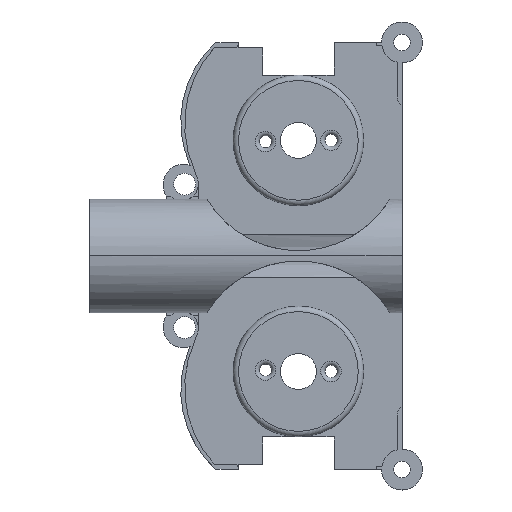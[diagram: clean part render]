
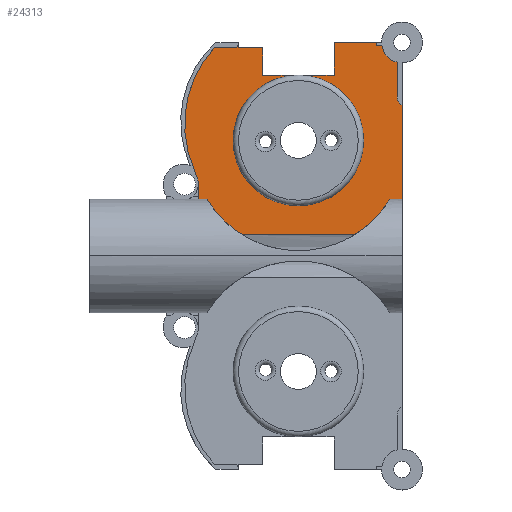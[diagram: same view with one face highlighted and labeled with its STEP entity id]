
A CAD part, top view. The second image highlights one B-rep face of the part: STEP entity #24313.
In plain terms, the highlighted planar face has unit normal (0, 0, 1).
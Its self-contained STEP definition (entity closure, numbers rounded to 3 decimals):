
#86=CIRCLE('',#24785,12.);
#87=CIRCLE('',#24786,12.);
#91=CIRCLE('',#24792,19.625);
#92=CIRCLE('',#24793,19.625);
#102=CIRCLE('',#24807,3.);
#105=CIRCLE('',#24811,0.75);
#106=CIRCLE('',#24812,20.794);
#107=CIRCLE('',#24813,2.);
#108=CIRCLE('',#24814,3.75);
#616=PLANE('',#24810);
#1860=FACE_OUTER_BOUND('',#3217,.T.);
#3217=EDGE_LOOP('',(#21615,#21616,#21617,#21618,#21619,#21620,#21621,#21622,
#21623,#21624,#21625,#21626,#21627,#21628,#21629,#21630,#21631,#21632,#21633,
#21634,#21635,#21636,#21637,#21638,#21639,#21640,#21641));
#5001=LINE('',#49181,#6849);
#5009=LINE('',#49364,#6857);
#5010=LINE('',#49366,#6858);
#5022=LINE('',#49429,#6870);
#5023=LINE('',#49430,#6871);
#5024=LINE('',#49432,#6872);
#5025=LINE('',#49434,#6873);
#5026=LINE('',#49436,#6874);
#5027=LINE('',#49438,#6875);
#5028=LINE('',#49442,#6876);
#5029=LINE('',#49445,#6877);
#5030=LINE('',#49447,#6878);
#5031=LINE('',#49448,#6879);
#5032=LINE('',#49450,#6880);
#5033=LINE('',#49454,#6881);
#5034=LINE('',#49458,#6882);
#5035=LINE('',#49460,#6883);
#5036=LINE('',#49461,#6884);
#6849=VECTOR('',#27343,10.);
#6857=VECTOR('',#27389,10.);
#6858=VECTOR('',#27390,10.);
#6870=VECTOR('',#27426,10.);
#6871=VECTOR('',#27427,10.);
#6872=VECTOR('',#27428,10.);
#6873=VECTOR('',#27429,10.);
#6874=VECTOR('',#27430,10.);
#6875=VECTOR('',#27431,10.);
#6876=VECTOR('',#27434,10.);
#6877=VECTOR('',#27437,10.);
#6878=VECTOR('',#27438,10.);
#6879=VECTOR('',#27439,10.);
#6880=VECTOR('',#27440,10.);
#6881=VECTOR('',#27443,10.);
#6882=VECTOR('',#27446,10.);
#6883=VECTOR('',#27447,10.);
#6884=VECTOR('',#27448,10.);
#11009=VERTEX_POINT('',#49179);
#11010=VERTEX_POINT('',#49180);
#11013=VERTEX_POINT('',#49248);
#11014=VERTEX_POINT('',#49250);
#11022=VERTEX_POINT('',#49288);
#11023=VERTEX_POINT('',#49289);
#11031=VERTEX_POINT('',#49362);
#11032=VERTEX_POINT('',#49365);
#11044=VERTEX_POINT('',#49416);
#11045=VERTEX_POINT('',#49418);
#11048=VERTEX_POINT('',#49427);
#11049=VERTEX_POINT('',#49428);
#11050=VERTEX_POINT('',#49431);
#11051=VERTEX_POINT('',#49433);
#11052=VERTEX_POINT('',#49435);
#11053=VERTEX_POINT('',#49437);
#11054=VERTEX_POINT('',#49439);
#11055=VERTEX_POINT('',#49441);
#11056=VERTEX_POINT('',#49443);
#11057=VERTEX_POINT('',#49446);
#11058=VERTEX_POINT('',#49449);
#11059=VERTEX_POINT('',#49451);
#11060=VERTEX_POINT('',#49453);
#11061=VERTEX_POINT('',#49455);
#11062=VERTEX_POINT('',#49457);
#11063=VERTEX_POINT('',#49459);
#14571=EDGE_CURVE('',#11009,#11010,#5001,.T.);
#14577=EDGE_CURVE('',#11013,#11014,#86,.T.);
#14578=EDGE_CURVE('',#11014,#11013,#87,.T.);
#14587=EDGE_CURVE('',#11010,#11023,#91,.T.);
#14588=EDGE_CURVE('',#11022,#11009,#92,.T.);
#14597=EDGE_CURVE('',#11031,#11023,#5009,.T.);
#14598=EDGE_CURVE('',#11022,#11032,#5010,.T.);
#14615=EDGE_CURVE('',#11044,#11045,#102,.T.);
#14620=EDGE_CURVE('',#11048,#11049,#5022,.T.);
#14621=EDGE_CURVE('',#11014,#11048,#5023,.T.);
#14622=EDGE_CURVE('',#11050,#11014,#5024,.T.);
#14623=EDGE_CURVE('',#11051,#11050,#5025,.T.);
#14624=EDGE_CURVE('',#11052,#11051,#5026,.T.);
#14625=EDGE_CURVE('',#11053,#11052,#5027,.T.);
#14626=EDGE_CURVE('',#11053,#11054,#105,.F.);
#14627=EDGE_CURVE('',#11055,#11054,#5028,.T.);
#14628=EDGE_CURVE('',#11056,#11055,#106,.T.);
#14629=EDGE_CURVE('',#11045,#11056,#5029,.T.);
#14630=EDGE_CURVE('',#11057,#11044,#5030,.T.);
#14631=EDGE_CURVE('',#11032,#11057,#5031,.T.);
#14632=EDGE_CURVE('',#11058,#11031,#5032,.T.);
#14633=EDGE_CURVE('',#11059,#11058,#107,.T.);
#14634=EDGE_CURVE('',#11060,#11059,#5033,.T.);
#14635=EDGE_CURVE('',#11061,#11060,#108,.T.);
#14636=EDGE_CURVE('',#11062,#11061,#5034,.T.);
#14637=EDGE_CURVE('',#11063,#11062,#5035,.T.);
#14638=EDGE_CURVE('',#11049,#11063,#5036,.T.);
#21615=ORIENTED_EDGE('',*,*,#14620,.F.);
#21616=ORIENTED_EDGE('',*,*,#14621,.F.);
#21617=ORIENTED_EDGE('',*,*,#14577,.F.);
#21618=ORIENTED_EDGE('',*,*,#14578,.F.);
#21619=ORIENTED_EDGE('',*,*,#14622,.F.);
#21620=ORIENTED_EDGE('',*,*,#14623,.F.);
#21621=ORIENTED_EDGE('',*,*,#14624,.F.);
#21622=ORIENTED_EDGE('',*,*,#14625,.F.);
#21623=ORIENTED_EDGE('',*,*,#14626,.T.);
#21624=ORIENTED_EDGE('',*,*,#14627,.F.);
#21625=ORIENTED_EDGE('',*,*,#14628,.F.);
#21626=ORIENTED_EDGE('',*,*,#14629,.F.);
#21627=ORIENTED_EDGE('',*,*,#14615,.F.);
#21628=ORIENTED_EDGE('',*,*,#14630,.F.);
#21629=ORIENTED_EDGE('',*,*,#14631,.F.);
#21630=ORIENTED_EDGE('',*,*,#14598,.F.);
#21631=ORIENTED_EDGE('',*,*,#14588,.T.);
#21632=ORIENTED_EDGE('',*,*,#14571,.T.);
#21633=ORIENTED_EDGE('',*,*,#14587,.T.);
#21634=ORIENTED_EDGE('',*,*,#14597,.F.);
#21635=ORIENTED_EDGE('',*,*,#14632,.F.);
#21636=ORIENTED_EDGE('',*,*,#14633,.F.);
#21637=ORIENTED_EDGE('',*,*,#14634,.F.);
#21638=ORIENTED_EDGE('',*,*,#14635,.F.);
#21639=ORIENTED_EDGE('',*,*,#14636,.F.);
#21640=ORIENTED_EDGE('',*,*,#14637,.F.);
#21641=ORIENTED_EDGE('',*,*,#14638,.F.);
#24313=ADVANCED_FACE('',(#1860),#616,.F.);
#24785=AXIS2_PLACEMENT_3D('',#49251,#27355,#27356);
#24786=AXIS2_PLACEMENT_3D('',#49252,#27357,#27358);
#24792=AXIS2_PLACEMENT_3D('',#49345,#27371,#27372);
#24793=AXIS2_PLACEMENT_3D('',#49346,#27373,#27374);
#24807=AXIS2_PLACEMENT_3D('',#49419,#27416,#27417);
#24810=AXIS2_PLACEMENT_3D('',#49426,#27424,#27425);
#24811=AXIS2_PLACEMENT_3D('',#49440,#27432,#27433);
#24812=AXIS2_PLACEMENT_3D('',#49444,#27435,#27436);
#24813=AXIS2_PLACEMENT_3D('',#49452,#27441,#27442);
#24814=AXIS2_PLACEMENT_3D('',#49456,#27444,#27445);
#27343=DIRECTION('',(1.,0.,0.));
#27355=DIRECTION('center_axis',(0.,0.,1.));
#27356=DIRECTION('ref_axis',(1.,0.,0.));
#27357=DIRECTION('center_axis',(0.,0.,1.));
#27358=DIRECTION('ref_axis',(1.,0.,0.));
#27371=DIRECTION('center_axis',(0.,0.,1.));
#27372=DIRECTION('ref_axis',(-1.,0.,0.));
#27373=DIRECTION('center_axis',(0.,0.,1.));
#27374=DIRECTION('ref_axis',(-1.,0.,0.));
#27389=DIRECTION('',(-1.,0.,0.));
#27390=DIRECTION('',(-1.,0.,0.));
#27416=DIRECTION('center_axis',(0.,0.,1.));
#27417=DIRECTION('ref_axis',(1.,0.,0.));
#27424=DIRECTION('center_axis',(0.,0.,-1.));
#27425=DIRECTION('ref_axis',(1.,0.,0.));
#27426=DIRECTION('',(0.,1.,0.));
#27427=DIRECTION('',(1.,0.,0.));
#27428=DIRECTION('',(1.,0.,0.));
#27429=DIRECTION('',(0.,-1.,0.));
#27430=DIRECTION('',(1.,0.,0.));
#27431=DIRECTION('',(0.001,-1.,0.));
#27432=DIRECTION('center_axis',(0.,0.,1.));
#27433=DIRECTION('ref_axis',(0.707,-0.707,0.));
#27434=DIRECTION('',(1.,0.,0.));
#27435=DIRECTION('center_axis',(0.,0.,-1.));
#27436=DIRECTION('ref_axis',(-0.92,-0.393,0.));
#27437=DIRECTION('',(-0.332,0.943,0.));
#27438=DIRECTION('',(-0.013,1.,0.));
#27439=DIRECTION('',(0.,1.,0.));
#27440=DIRECTION('',(0.,-1.,0.));
#27441=DIRECTION('center_axis',(0.,0.,1.));
#27442=DIRECTION('ref_axis',(-0.543,-0.84,0.));
#27443=DIRECTION('',(0.,-1.,0.));
#27444=DIRECTION('center_axis',(0.,0.,1.));
#27445=DIRECTION('ref_axis',(1.,0.,0.));
#27446=DIRECTION('',(1.,0.,0.));
#27447=DIRECTION('',(0.,-1.,0.));
#27448=DIRECTION('',(1.,0.,0.));
#49179=CARTESIAN_POINT('',(-9.368,5.037,2.));
#49180=CARTESIAN_POINT('',(11.285,5.037,2.));
#49181=CARTESIAN_POINT('',(-27.396,5.037,2.));
#49248=CARTESIAN_POINT('',(-11.041,22.375,2.));
#49250=CARTESIAN_POINT('',(0.959,34.375,2.));
#49251=CARTESIAN_POINT('Origin',(0.959,22.375,2.));
#49252=CARTESIAN_POINT('Origin',(0.959,22.375,2.));
#49288=CARTESIAN_POINT('',(-12.331,7.284,2.));
#49289=CARTESIAN_POINT('',(14.248,7.284,2.));
#49345=CARTESIAN_POINT('Origin',(0.959,21.725,2.));
#49346=CARTESIAN_POINT('Origin',(0.959,21.725,2.));
#49362=CARTESIAN_POINT('',(20.004,7.284,2.));
#49364=CARTESIAN_POINT('',(-27.396,7.284,2.));
#49365=CARTESIAN_POINT('',(-17.396,7.284,2.));
#49366=CARTESIAN_POINT('',(-27.396,7.284,2.));
#49416=CARTESIAN_POINT('',(-17.423,14.199,2.));
#49418=CARTESIAN_POINT('',(-17.592,15.319,2.));
#49419=CARTESIAN_POINT('Origin',(-20.421,14.321,2.));
#49426=CARTESIAN_POINT('Origin',(-1.823,22.632,2.));
#49427=CARTESIAN_POINT('',(7.534,34.375,2.));
#49428=CARTESIAN_POINT('',(7.534,40.375,2.));
#49429=CARTESIAN_POINT('',(7.534,40.375,2.));
#49430=CARTESIAN_POINT('',(-5.616,34.375,2.));
#49431=CARTESIAN_POINT('',(-5.616,34.375,2.));
#49432=CARTESIAN_POINT('',(-5.616,34.375,2.));
#49433=CARTESIAN_POINT('',(-5.616,39.375,2.));
#49434=CARTESIAN_POINT('',(-5.616,34.375,2.));
#49435=CARTESIAN_POINT('',(-10.035,39.375,2.));
#49436=CARTESIAN_POINT('',(-14.508,39.375,2.));
#49437=CARTESIAN_POINT('',(-10.036,40.126,2.));
#49438=CARTESIAN_POINT('',(-10.027,31.46,2.));
#49439=CARTESIAN_POINT('',(-10.786,39.375,2.));
#49440=CARTESIAN_POINT('Origin',(-10.786,40.125,2.));
#49441=CARTESIAN_POINT('',(-14.508,39.375,2.));
#49442=CARTESIAN_POINT('',(-14.508,39.375,2.));
#49443=CARTESIAN_POINT('',(-18.256,17.205,2.));
#49444=CARTESIAN_POINT('Origin',(0.866,25.374,2.));
#49445=CARTESIAN_POINT('',(-17.592,15.319,2.));
#49446=CARTESIAN_POINT('',(-17.396,12.138,2.));
#49447=CARTESIAN_POINT('',(-17.396,12.138,2.));
#49448=CARTESIAN_POINT('',(-17.396,1.138,2.));
#49449=CARTESIAN_POINT('',(20.004,28.737,2.));
#49450=CARTESIAN_POINT('',(20.004,2.123,2.));
#49451=CARTESIAN_POINT('',(19.09,30.416,2.));
#49452=CARTESIAN_POINT('Origin',(21.09,30.416,2.));
#49453=CARTESIAN_POINT('',(19.09,36.737,2.));
#49454=CARTESIAN_POINT('',(19.09,36.737,2.));
#49455=CARTESIAN_POINT('',(16.295,39.798,2.));
#49456=CARTESIAN_POINT('Origin',(20.,40.375,2.));
#49457=CARTESIAN_POINT('',(15.25,39.798,2.));
#49458=CARTESIAN_POINT('',(15.25,39.798,2.));
#49459=CARTESIAN_POINT('',(15.25,40.375,2.));
#49460=CARTESIAN_POINT('',(15.25,39.798,2.));
#49461=CARTESIAN_POINT('',(7.534,40.375,2.));
